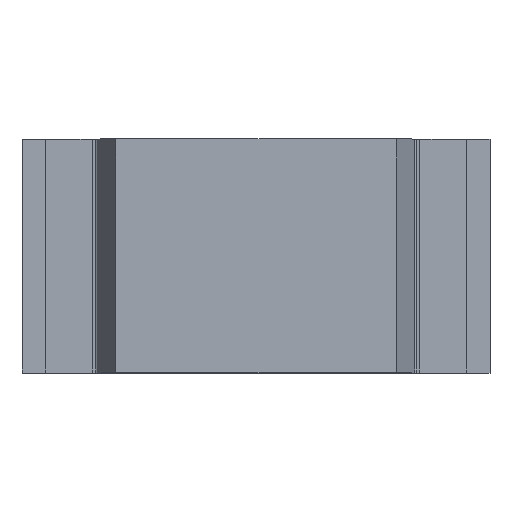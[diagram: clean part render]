
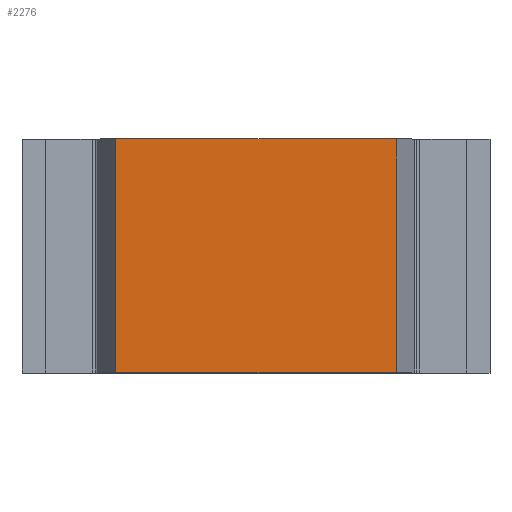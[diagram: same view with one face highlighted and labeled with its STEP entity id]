
A CAD part, top view. The second image highlights one B-rep face of the part: STEP entity #2276.
In plain terms, the highlighted planar face has unit normal (0, 0, 1).
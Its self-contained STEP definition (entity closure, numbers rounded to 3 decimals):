
#193 = ORIENTED_EDGE ( 'NONE', *, *, #1843, .F. ) ;
#213 = CARTESIAN_POINT ( 'NONE',  ( 1432.498, 297.3, 0.2 ) ) ;
#245 = VECTOR ( 'NONE', #2440, 1000. ) ;
#337 = ORIENTED_EDGE ( 'NONE', *, *, #2290, .F. ) ;
#474 = CARTESIAN_POINT ( 'NONE',  ( 1432.454, 297.3, 0.2 ) ) ;
#560 = ORIENTED_EDGE ( 'NONE', *, *, #1466, .T. ) ;
#643 = EDGE_CURVE ( 'NONE', #2136, #1568, #2173, .T. ) ;
#825 = CARTESIAN_POINT ( 'NONE',  ( 1433.098, 297.3, 0.2 ) ) ;
#870 = PLANE ( 'NONE',  #1705 ) ;
#1078 = CARTESIAN_POINT ( 'NONE',  ( 1432.454, 297.8, 0.2 ) ) ;
#1103 = CARTESIAN_POINT ( 'NONE',  ( 1432.498, 297.3, 0.2 ) ) ;
#1163 = CARTESIAN_POINT ( 'NONE',  ( 1433.098, 297.3, 0.2 ) ) ;
#1167 = DIRECTION ( 'NONE',  ( 0., 1., 0. ) ) ;
#1178 = ORIENTED_EDGE ( 'NONE', *, *, #643, .T. ) ;
#1243 = LINE ( 'NONE', #474, #1376 ) ;
#1278 = FACE_OUTER_BOUND ( 'NONE', #2503, .T. ) ;
#1282 = DIRECTION ( 'NONE',  ( 1., 0., 0. ) ) ;
#1294 = VERTEX_POINT ( 'NONE', #1682 ) ;
#1308 = LINE ( 'NONE', #1163, #2294 ) ;
#1376 = VECTOR ( 'NONE', #1827, 1000. ) ;
#1445 = DIRECTION ( 'NONE',  ( 1., 0., 0. ) ) ;
#1466 = EDGE_CURVE ( 'NONE', #1999, #1294, #1308, .T. ) ;
#1568 = VERTEX_POINT ( 'NONE', #213 ) ;
#1645 = DIRECTION ( 'NONE',  ( 0., 0., 1. ) ) ;
#1665 = LINE ( 'NONE', #1078, #2381 ) ;
#1682 = CARTESIAN_POINT ( 'NONE',  ( 1433.098, 297.8, 0.2 ) ) ;
#1705 = AXIS2_PLACEMENT_3D ( 'NONE', #2247, #1645, #1282 ) ;
#1827 = DIRECTION ( 'NONE',  ( -1., 0., 0. ) ) ;
#1843 = EDGE_CURVE ( 'NONE', #2136, #1294, #1665, .T. ) ;
#1999 = VERTEX_POINT ( 'NONE', #825 ) ;
#2136 = VERTEX_POINT ( 'NONE', #2172 ) ;
#2172 = CARTESIAN_POINT ( 'NONE',  ( 1432.498, 297.8, 0.2 ) ) ;
#2173 = LINE ( 'NONE', #1103, #245 ) ;
#2247 = CARTESIAN_POINT ( 'NONE',  ( 1432.498, 297.3, 0.2 ) ) ;
#2276 = ADVANCED_FACE ( 'NONE', ( #1278 ), #870, .T. ) ;
#2290 = EDGE_CURVE ( 'NONE', #1999, #1568, #1243, .T. ) ;
#2294 = VECTOR ( 'NONE', #1167, 1000. ) ;
#2381 = VECTOR ( 'NONE', #1445, 1000. ) ;
#2440 = DIRECTION ( 'NONE',  ( 0., -1., 0. ) ) ;
#2503 = EDGE_LOOP ( 'NONE', ( #193, #1178, #337, #560 ) ) ;
